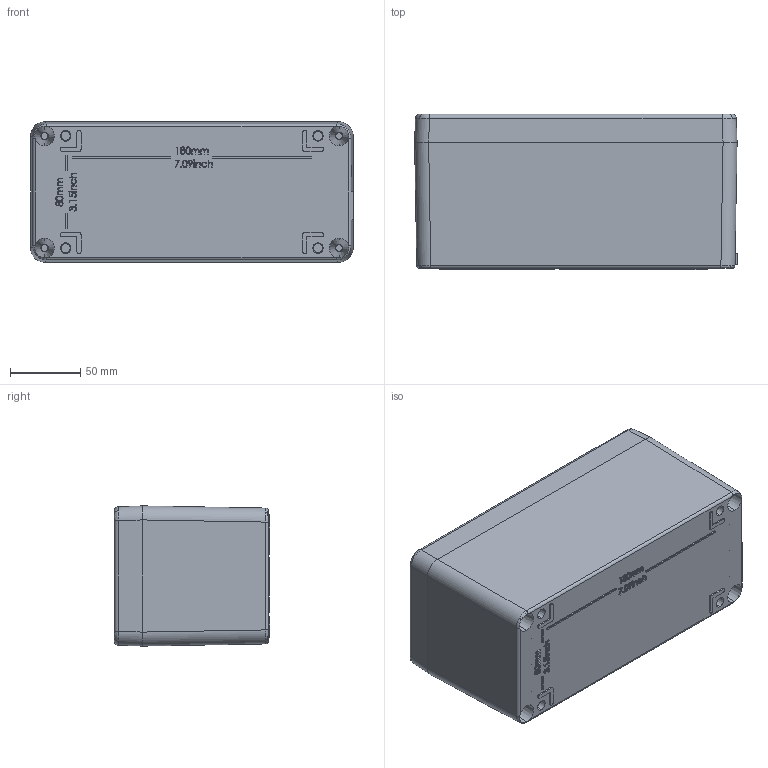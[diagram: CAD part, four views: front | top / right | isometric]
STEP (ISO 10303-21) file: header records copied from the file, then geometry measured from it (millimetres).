
FILE_DESCRIPTION (( 'STEP AP214' ), '1' );
FILE_NAME ('25231011.STEP', '2012-06-14T06:58:52', ( ' ' ), ( '' ), 'SwSTEP 2.0', 'SolidWorks 2011', '' );
FILE_SCHEMA (( 'AUTOMOTIVE_DESIGN' ));
Length unit declared in the file: millimetre
Products named in the file (11): 92441; 95026; 83171; 92081; 01231011_Ex Ausführung; 82015; 93134; 04600; 03600; 25231011
Assembly tree (13 placements, depth 4):
  25231011
    95026
    92441
    92081
    01231011_Ex Ausführung
      93134  x4
      03600
      04600
        04600
      82015
    83171
Bounding box: 230.22 x 111 x 100 mm (x, y, z)
Volume: 661190.5 mm3; surface area: 254812.1 mm2
Topology: 11 solids, 11 shells, 1188 faces, 3003 edges, 1927 vertices
Faces by surface type: plane 525, bspline 288, cylinder 185, cone 158, torus 32
Entity records: 51682 total; most frequent: CARTESIAN_POINT 27250, ORIENTED_EDGE 5498, DIRECTION 4025, EDGE_CURVE 2749, VERTEX_POINT 1777, VECTOR 1369, LINE 1369, AXIS2_PLACEMENT_3D 1328
